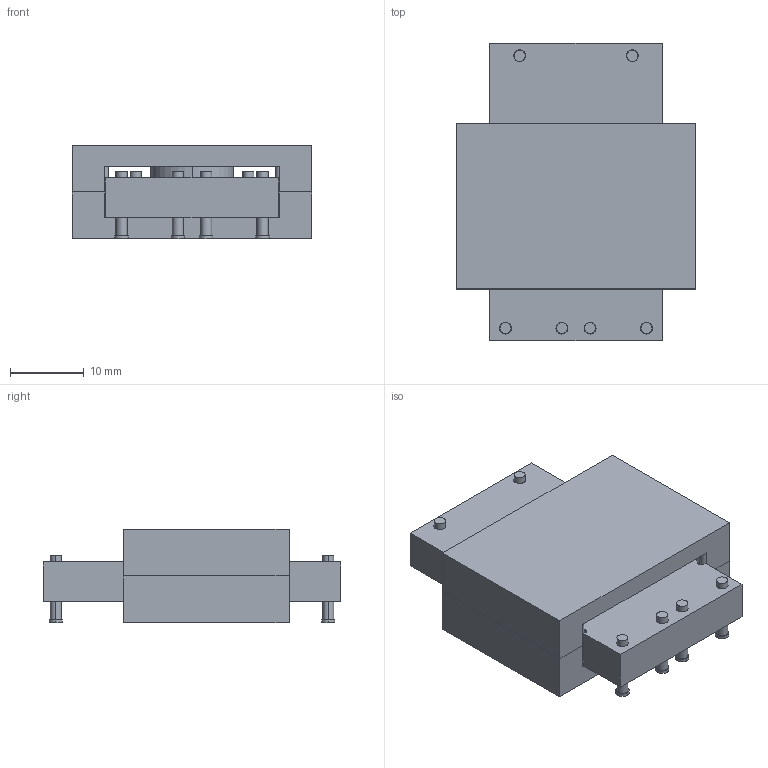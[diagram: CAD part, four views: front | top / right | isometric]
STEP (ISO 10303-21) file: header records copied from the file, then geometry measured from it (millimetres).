
FILE_DESCRIPTION (( 'STEP AP203' ), '1' );
FILE_NAME ('3D 80R2-30AC-3208-1M2aa.STEP', '2017-05-10T14:34:40', ( '' ), ( '' ), 'SwSTEP 2.0', 'SolidWorks 2013', '' );
FILE_SCHEMA (( 'CONFIG_CONTROL_DESIGN' ));
Length unit declared in the file: metre
Products named in the file (1): 3D 80R2-30AC-3208-1M2aa
Bounding box: 32.4 x 40.2 x 12.61 mm (x, y, z)
Volume: 10488.9 mm3; surface area: 7640.1 mm2
Topology: 9 solids, 9 shells, 114 faces, 264 edges, 176 vertices
Faces by surface type: cylinder 66, plane 48
Entity records: 3389 total; most frequent: DIRECTION 626, CARTESIAN_POINT 555, ORIENTED_EDGE 528, EDGE_CURVE 264, AXIS2_PLACEMENT_3D 247, VERTEX_POINT 176, EDGE_LOOP 136, VECTOR 132
